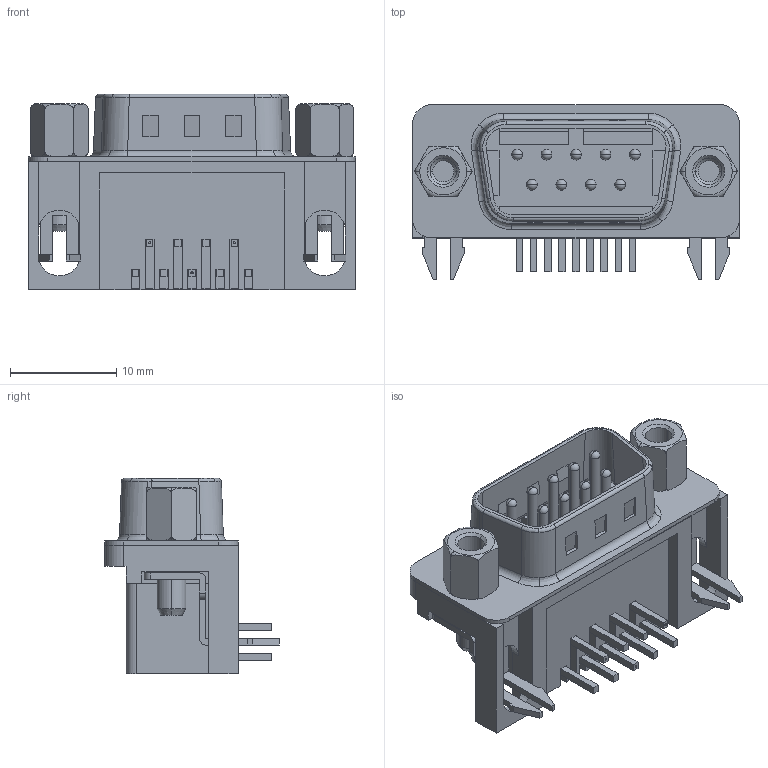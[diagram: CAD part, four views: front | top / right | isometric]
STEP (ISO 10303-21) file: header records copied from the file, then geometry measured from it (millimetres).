
FILE_DESCRIPTION (( 'STEP AP214' ), '1' );
FILE_NAME ('82BEB251-0943-4184-AD65-FC9CE708C34A.STEP', '2023-04-03T14:48:29', ( '' ), ( '' ), 'SwSTEP 2.0', 'SolidWorks 2022', '' );
FILE_SCHEMA (( 'AUTOMOTIVE_DESIGN' ));
Length unit declared in the file: millimetre
Products named in the file (1): 82BEB251-0943-4184-AD65-FC9CE708C34A
Bounding box: 30.8 x 16.43 x 18.4 mm (x, y, z)
Volume: 2878.1 mm3; surface area: 4552.6 mm2
Topology: 2 solids, 2 shells, 488 faces, 1269 edges, 809 vertices
Faces by surface type: plane 327, cylinder 95, bspline 24, sphere 18, cone 12, torus 12
Entity records: 19273 total; most frequent: CARTESIAN_POINT 3827, ORIENTED_EDGE 2466, DIRECTION 2335, EDGE_CURVE 1233, LINE 921, VECTOR 921, VERTEX_POINT 791, AXIS2_PLACEMENT_3D 707
